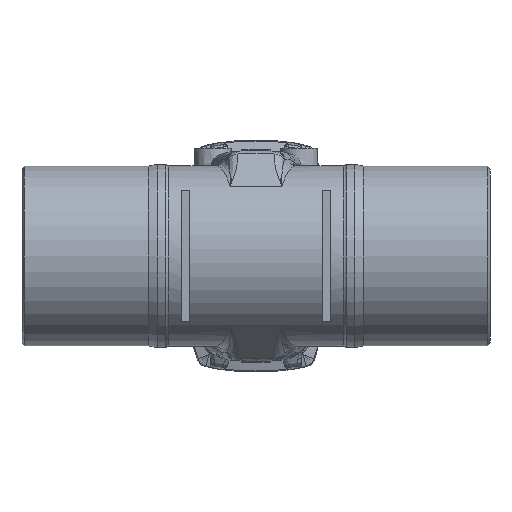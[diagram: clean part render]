
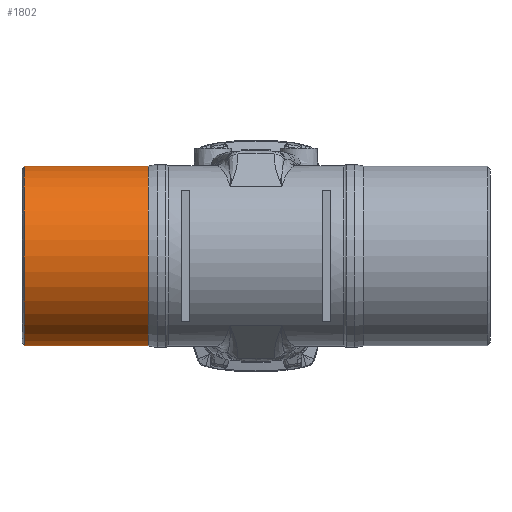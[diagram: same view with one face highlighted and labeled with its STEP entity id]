
A CAD part, front view. The second image highlights one B-rep face of the part: STEP entity #1802.
In plain terms, the highlighted cylindrical face has radius 109.55 mm (diameter 219.1 mm), a full revolution.
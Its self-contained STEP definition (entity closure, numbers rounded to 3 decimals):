
#1638 = AXIS2_PLACEMENT_3D ( 'NONE', #2567, #2568, #2566 ) ;
#1802 = ADVANCED_FACE ( 'NONE', ( #4107, #4105 ), #4123, .T. ) ;
#2334 = EDGE_CURVE ( 'NONE', #14665, #14665, #5171, .T. ) ;
#2566 = DIRECTION ( 'NONE',  ( 0., 0., -1. ) ) ;
#2567 = CARTESIAN_POINT ( 'NONE',  ( 0., 0., 0. ) ) ;
#2568 = DIRECTION ( 'NONE',  ( 1., 0., 0. ) ) ;
#4105 = FACE_OUTER_BOUND ( 'NONE', #8389, .T. ) ;
#4107 = FACE_OUTER_BOUND ( 'NONE', #8344, .T. ) ;
#4123 = CYLINDRICAL_SURFACE ( 'NONE', #1638, 109.55 ) ;
#5171 = CIRCLE ( 'NONE', #9585, 109.55 ) ;
#5897 = EDGE_CURVE ( 'NONE', #14669, #14669, #14424, .T. ) ;
#8344 = EDGE_LOOP ( 'NONE', ( #8961 ) ) ;
#8389 = EDGE_LOOP ( 'NONE', ( #8962 ) ) ;
#8961 = ORIENTED_EDGE ( 'NONE', *, *, #2334, .T. ) ;
#8962 = ORIENTED_EDGE ( 'NONE', *, *, #5897, .T. ) ;
#9585 = AXIS2_PLACEMENT_3D ( 'NONE', #12586, #12587, #12588 ) ;
#12586 = CARTESIAN_POINT ( 'NONE',  ( -131.363, 0., 0. ) ) ;
#12587 = DIRECTION ( 'NONE',  ( -1., 0., 0. ) ) ;
#12588 = DIRECTION ( 'NONE',  ( 0., 0., -1. ) ) ;
#14424 = CIRCLE ( 'NONE', #15787, 109.55 ) ;
#14665 = VERTEX_POINT ( 'NONE', #19069 ) ;
#14669 = VERTEX_POINT ( 'NONE', #19073 ) ;
#15110 = CARTESIAN_POINT ( 'NONE',  ( -282.229, 0., 0. ) ) ;
#15111 = DIRECTION ( 'NONE',  ( 1., 0., 0. ) ) ;
#15112 = DIRECTION ( 'NONE',  ( 0., 0., -1. ) ) ;
#15787 = AXIS2_PLACEMENT_3D ( 'NONE', #15110, #15111, #15112 ) ;
#19069 = CARTESIAN_POINT ( 'NONE',  ( -131.363, 0., -109.55 ) ) ;
#19073 = CARTESIAN_POINT ( 'NONE',  ( -282.229, 0., -109.55 ) ) ;
